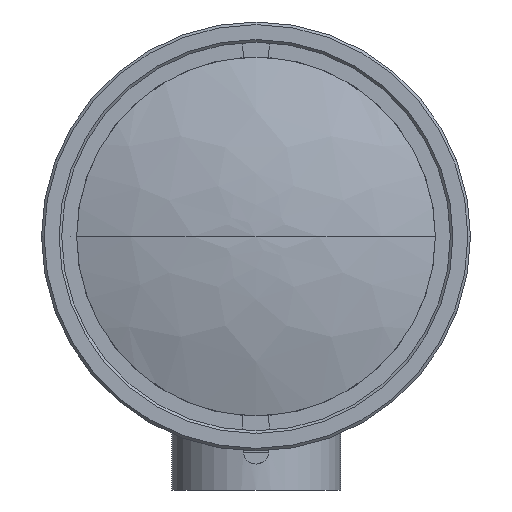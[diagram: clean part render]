
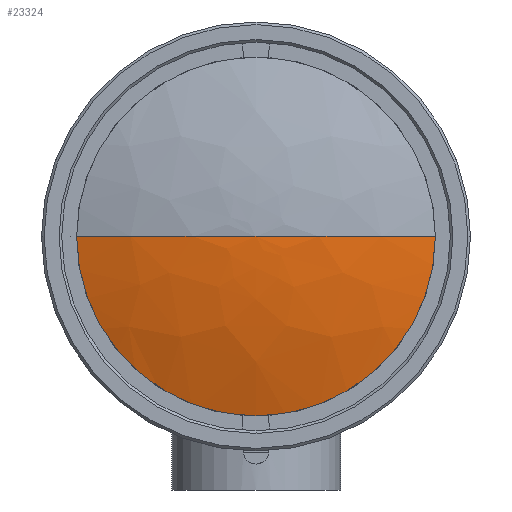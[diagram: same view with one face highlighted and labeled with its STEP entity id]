
A CAD part, left-side view. The second image highlights one B-rep face of the part: STEP entity #23324.
In plain terms, the highlighted free-form (B-spline) face has degree [3, 3] with [4, 4] control points.
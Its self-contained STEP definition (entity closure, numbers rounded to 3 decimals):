
#2192 = VERTEX_POINT ( 'NONE', #24738 ) ;
#2348 = ORIENTED_EDGE ( 'NONE', *, *, #26534, .F. ) ;
#3451 = CARTESIAN_POINT ( 'NONE',  ( -51.518, -4.882, 0. ) ) ;
#3939 =( BOUNDED_CURVE ( )  B_SPLINE_CURVE ( 3, ( #6386, #23383, #8365, #16017 ),
 .UNSPECIFIED., .F., .T. ) 
 B_SPLINE_CURVE_WITH_KNOTS ( ( 4, 4 ),
 ( 0., 0.98 ),
 .UNSPECIFIED. ) 
 CURVE ( )  GEOMETRIC_REPRESENTATION_ITEM ( )  RATIONAL_B_SPLINE_CURVE ( ( 1., 0.99, 0.99, 0.999 ) ) 
 REPRESENTATION_ITEM ( '' )  );
#5227 = CARTESIAN_POINT ( 'NONE',  ( -49.07, 14.3, 0. ) ) ;
#6105 = CARTESIAN_POINT ( 'NONE',  ( -49.07, 14.3, 0. ) ) ;
#6386 = CARTESIAN_POINT ( 'NONE',  ( -51.518, 0., 0. ) ) ;
#6743 = ORIENTED_EDGE ( 'NONE', *, *, #20344, .F. ) ;
#7698 = CARTESIAN_POINT ( 'NONE',  ( -51.518, -4.882, -9.764 ) ) ;
#8337 = CARTESIAN_POINT ( 'NONE',  ( -50.694, -9.695, 0. ) ) ;
#8365 = CARTESIAN_POINT ( 'NONE',  ( -50.694, -9.695, 0. ) ) ;
#9788 = CARTESIAN_POINT ( 'NONE',  ( -50.694, 9.695, 0. ) ) ;
#10599 =( BOUNDED_SURFACE ( )  B_SPLINE_SURFACE ( 3, 3, ( 
 ( #28083, #28242, #18295, #23194 ),
 ( #3451, #7698, #27601, #20748 ),
 ( #8337, #15828, #30727, #15675 ),
 ( #10616, #30576, #13232, #5227 ) ),
 .UNSPECIFIED., .F., .F., .T. ) 
 B_SPLINE_SURFACE_WITH_KNOTS ( ( 4, 4 ),
 ( 4, 4 ),
 ( 0., 0.98 ),
 ( 0., 1. ),
 .UNSPECIFIED. ) 
 GEOMETRIC_REPRESENTATION_ITEM ( )  RATIONAL_B_SPLINE_SURFACE ( (
 ( 1., 0.333, 0.333, 1.),
 ( 0.99, 0.33, 0.33, 0.99),
 ( 0.99, 0.33, 0.33, 0.99),
 ( 0.999, 0.333, 0.333, 0.999) ) ) 
 REPRESENTATION_ITEM ( '' )  SURFACE ( )  );
#10616 = CARTESIAN_POINT ( 'NONE',  ( -49.07, -14.3, 0. ) ) ;
#10783 = FACE_OUTER_BOUND ( 'NONE', #27998, .T. ) ;
#13232 = CARTESIAN_POINT ( 'NONE',  ( -49.07, 14.3, -28.599 ) ) ;
#15164 = CARTESIAN_POINT ( 'NONE',  ( -49.07, 0., 0. ) ) ;
#15675 = CARTESIAN_POINT ( 'NONE',  ( -50.694, 9.695, 0. ) ) ;
#15828 = CARTESIAN_POINT ( 'NONE',  ( -50.694, -9.695, -19.389 ) ) ;
#16017 = CARTESIAN_POINT ( 'NONE',  ( -49.07, -14.3, 0. ) ) ;
#17114 = CARTESIAN_POINT ( 'NONE',  ( -51.518, 0., 0. ) ) ;
#17772 = DIRECTION ( 'NONE',  ( 1., 0., 0. ) ) ;
#18295 = CARTESIAN_POINT ( 'NONE',  ( -51.518, 0., 0. ) ) ;
#18447 = CARTESIAN_POINT ( 'NONE',  ( -49.07, -14.3, 0. ) ) ;
#18968 = ORIENTED_EDGE ( 'NONE', *, *, #23596, .T. ) ;
#19745 = CARTESIAN_POINT ( 'NONE',  ( -49.07, 14.3, 0. ) ) ;
#20344 = EDGE_CURVE ( 'NONE', #22532, #21871, #31539, .T. ) ;
#20748 = CARTESIAN_POINT ( 'NONE',  ( -51.518, 4.882, 0. ) ) ;
#21855 =( BOUNDED_CURVE ( )  B_SPLINE_CURVE ( 3, ( #17114, #32172, #9788, #19745 ),
 .UNSPECIFIED., .F., .F. ) 
 B_SPLINE_CURVE_WITH_KNOTS ( ( 4, 4 ),
 ( 0., 0.98 ),
 .UNSPECIFIED. ) 
 CURVE ( )  GEOMETRIC_REPRESENTATION_ITEM ( )  RATIONAL_B_SPLINE_CURVE ( ( 1., 0.99, 0.99, 0.999 ) ) 
 REPRESENTATION_ITEM ( '' )  );
#21871 = VERTEX_POINT ( 'NONE', #6105 ) ;
#22532 = VERTEX_POINT ( 'NONE', #18447 ) ;
#23194 = CARTESIAN_POINT ( 'NONE',  ( -51.518, 0., 0. ) ) ;
#23324 = ADVANCED_FACE ( 'NONE', ( #10783 ), #10599, .F. ) ;
#23383 = CARTESIAN_POINT ( 'NONE',  ( -51.518, -4.882, 0. ) ) ;
#23596 = EDGE_CURVE ( 'NONE', #2192, #21871, #21855, .T. ) ;
#24738 = CARTESIAN_POINT ( 'NONE',  ( -51.518, 0., 0. ) ) ;
#26534 = EDGE_CURVE ( 'NONE', #2192, #22532, #3939, .T. ) ;
#27601 = CARTESIAN_POINT ( 'NONE',  ( -51.518, 4.882, -9.764 ) ) ;
#27892 = DIRECTION ( 'NONE',  ( 0., 0., -1. ) ) ;
#27998 = EDGE_LOOP ( 'NONE', ( #2348, #18968, #6743 ) ) ;
#28083 = CARTESIAN_POINT ( 'NONE',  ( -51.518, 0., 0. ) ) ;
#28242 = CARTESIAN_POINT ( 'NONE',  ( -51.518, 0., 0. ) ) ;
#29967 = AXIS2_PLACEMENT_3D ( 'NONE', #15164, #17772, #27892 ) ;
#30576 = CARTESIAN_POINT ( 'NONE',  ( -49.07, -14.3, -28.599 ) ) ;
#30727 = CARTESIAN_POINT ( 'NONE',  ( -50.694, 9.695, -19.389 ) ) ;
#31539 = CIRCLE ( 'NONE', #29967, 14.3 ) ;
#32172 = CARTESIAN_POINT ( 'NONE',  ( -51.518, 4.882, 0. ) ) ;
